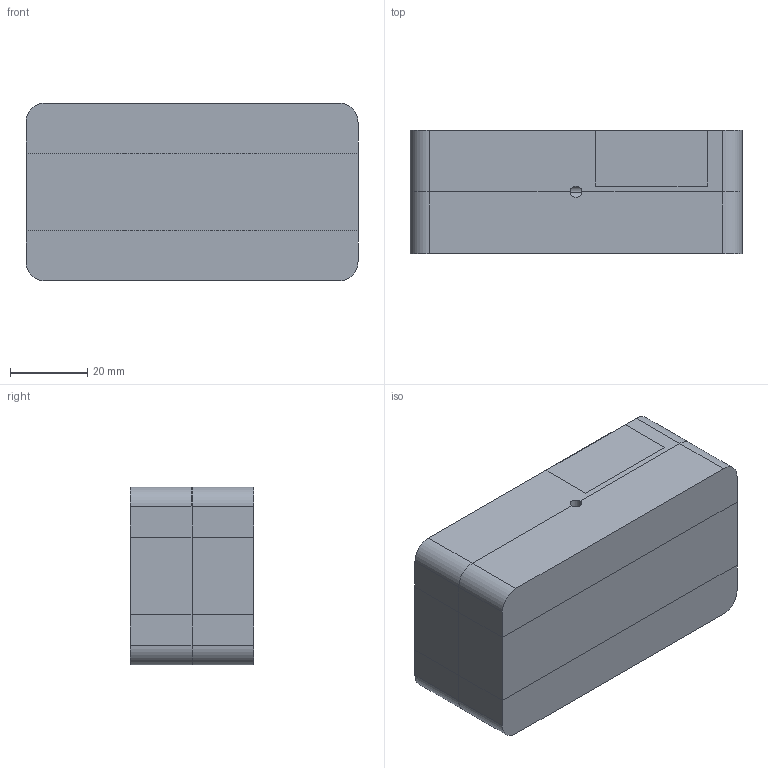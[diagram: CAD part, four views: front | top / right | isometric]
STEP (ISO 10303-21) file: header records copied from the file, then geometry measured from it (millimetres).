
FILE_DESCRIPTION((''),'2;1');
FILE_NAME('MDLSP2_ASM_1_ASM','2019-08-26T',('Administrator'),(''),'PRO/ENGINEER BY PARAMETRIC TECHNOLOGY CORPORATION, 2014320','PRO/ENGINEER BY PARAMETRIC TECHNOLOGY CORPORATION, 2014320','');
FILE_SCHEMA(('AUTOMOTIVE_DESIGN { 1 0 10303 214 1 1 1 1 }'));
Length unit declared in the file: millimetre
Products named in the file (10): MDLSP2-B1; MANIFOLD_SOLID_BREP_35316; MANIFOLD_SOLID_BREP_38637; MDLSP2-B2_ASM; MDLSP2-T1; MANIFOLD_SOLID_BREP_49183; MANIFOLD_SOLID_BREP_52516; MDLSP2-T2_ASM; MDLSP2-TE1; MDLSP2_ASM_1_ASM
Assembly tree (10 placements, depth 3):
  MDLSP2_ASM_1_ASM
    MDLSP2-B1
    MDLSP2-B2_ASM
      MANIFOLD_SOLID_BREP_35316
      MANIFOLD_SOLID_BREP_38637
    MDLSP2-T1
    MDLSP2-T2_ASM
      MANIFOLD_SOLID_BREP_49183
      MANIFOLD_SOLID_BREP_52516
    MDLSP2-TE1  x2
Bounding box: 86 x 32 x 46.06 mm (x, y, z)
Surface area: 41667.3 mm2
Topology: 8 solids, 8 shells, 726 faces, 2360 edges, 1606 vertices
Faces by surface type: plane 384, cylinder 214, bspline 72, sphere 56
Entity records: 31743 total; most frequent: CARTESIAN_POINT 7363, ORIENTED_EDGE 4250, DIRECTION 4031, EDGE_CURVE 2125, AXIS2_PLACEMENT_3D 1529, VERTEX_POINT 1486, VECTOR 973, LINE 973
